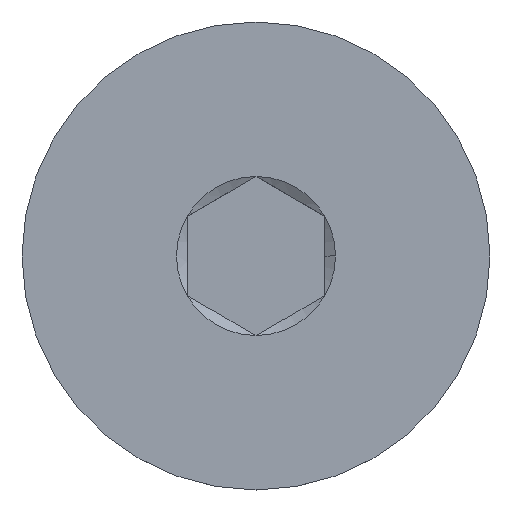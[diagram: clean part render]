
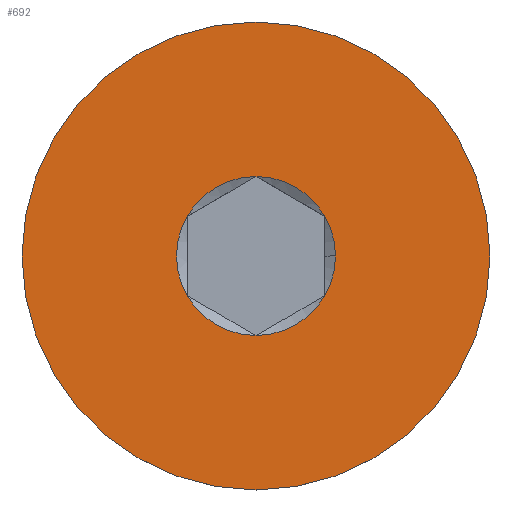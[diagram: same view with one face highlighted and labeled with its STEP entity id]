
A CAD part, top view. The second image highlights one B-rep face of the part: STEP entity #692.
In plain terms, the highlighted planar face has unit normal (0, 0, 1).
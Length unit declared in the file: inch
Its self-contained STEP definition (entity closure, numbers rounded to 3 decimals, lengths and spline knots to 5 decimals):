
#26 = DIRECTION ( 'NONE',  ( 0., -1., 0. ) ) ;
#35 = AXIS2_PLACEMENT_3D ( 'NONE', #1125, #4681, #26 ) ;
#114 = CARTESIAN_POINT ( 'NONE',  ( 0.09021, 0., 0. ) ) ;
#289 = VERTEX_POINT ( 'NONE', #1326 ) ;
#350 = CIRCLE ( 'NONE', #4034, 0.09021 ) ;
#354 = CIRCLE ( 'NONE', #1628, 0.09021 ) ;
#434 = AXIS2_PLACEMENT_3D ( 'NONE', #760, #2671, #1758 ) ;
#439 = EDGE_CURVE ( 'NONE', #3383, #4753, #5592, .T. ) ;
#561 = CIRCLE ( 'NONE', #4978, 0.09021 ) ;
#574 = VERTEX_POINT ( 'NONE', #4806 ) ;
#597 = EDGE_CURVE ( 'NONE', #5776, #289, #3288, .T. ) ;
#692 = ADVANCED_FACE ( 'NONE', ( #2866, #2317 ), #5460, .T. ) ;
#728 = DIRECTION ( 'NONE',  ( 0., 0., 1. ) ) ;
#733 = EDGE_CURVE ( 'NONE', #5373, #574, #2553, .T. ) ;
#760 = CARTESIAN_POINT ( 'NONE',  ( 0., 0., 0. ) ) ;
#827 = CARTESIAN_POINT ( 'NONE',  ( 0., 0., 0. ) ) ;
#1125 = CARTESIAN_POINT ( 'NONE',  ( 0., 0., 0. ) ) ;
#1326 = CARTESIAN_POINT ( 'NONE',  ( -0.07812, -0.04511, 0. ) ) ;
#1622 = VERTEX_POINT ( 'NONE', #2400 ) ;
#1624 = DIRECTION ( 'NONE',  ( 1., 0., 0. ) ) ;
#1628 = AXIS2_PLACEMENT_3D ( 'NONE', #4349, #4842, #5338 ) ;
#1671 = VERTEX_POINT ( 'NONE', #6435 ) ;
#1758 = DIRECTION ( 'NONE',  ( 1., 0., 0. ) ) ;
#1795 = ORIENTED_EDGE ( 'NONE', *, *, #597, .F. ) ;
#2046 = CARTESIAN_POINT ( 'NONE',  ( -0.07812, 0.04511, 0. ) ) ;
#2120 = ORIENTED_EDGE ( 'NONE', *, *, #6449, .T. ) ;
#2150 = CARTESIAN_POINT ( 'NONE',  ( 0., -0.2655, 0. ) ) ;
#2276 = ORIENTED_EDGE ( 'NONE', *, *, #733, .T. ) ;
#2317 = FACE_OUTER_BOUND ( 'NONE', #6441, .T. ) ;
#2336 = ORIENTED_EDGE ( 'NONE', *, *, #4510, .F. ) ;
#2375 = DIRECTION ( 'NONE',  ( 0., 0., 1. ) ) ;
#2400 = CARTESIAN_POINT ( 'NONE',  ( 0.07813, 0.04511, 0. ) ) ;
#2553 = CIRCLE ( 'NONE', #6227, 0.2655 ) ;
#2577 = CIRCLE ( 'NONE', #35, 0.2655 ) ;
#2617 = ORIENTED_EDGE ( 'NONE', *, *, #5515, .F. ) ;
#2671 = DIRECTION ( 'NONE',  ( 0., 0., 1. ) ) ;
#2836 = CARTESIAN_POINT ( 'NONE',  ( 0., 0., 0. ) ) ;
#2866 = FACE_BOUND ( 'NONE', #4260, .T. ) ;
#2929 = DIRECTION ( 'NONE',  ( 0., 0., 1. ) ) ;
#3023 = DIRECTION ( 'NONE',  ( 0., 0., 1. ) ) ;
#3113 = VERTEX_POINT ( 'NONE', #3703 ) ;
#3130 = DIRECTION ( 'NONE',  ( 0., 0., 1. ) ) ;
#3206 = ORIENTED_EDGE ( 'NONE', *, *, #4192, .F. ) ;
#3288 = CIRCLE ( 'NONE', #434, 0.09021 ) ;
#3343 = DIRECTION ( 'NONE',  ( 0., 0., 1. ) ) ;
#3383 = VERTEX_POINT ( 'NONE', #6038 ) ;
#3455 = DIRECTION ( 'NONE',  ( 0., -1., 0. ) ) ;
#3513 = CARTESIAN_POINT ( 'NONE',  ( 0., 0., 0. ) ) ;
#3703 = CARTESIAN_POINT ( 'NONE',  ( 0., 0.09021, 0. ) ) ;
#3705 = EDGE_CURVE ( 'NONE', #289, #1671, #561, .T. ) ;
#3723 = CIRCLE ( 'NONE', #4561, 0.09021 ) ;
#3947 = DIRECTION ( 'NONE',  ( 1., 0., 0. ) ) ;
#4012 = ORIENTED_EDGE ( 'NONE', *, *, #4918, .F. ) ;
#4034 = AXIS2_PLACEMENT_3D ( 'NONE', #3513, #3023, #5026 ) ;
#4192 = EDGE_CURVE ( 'NONE', #1622, #3113, #350, .T. ) ;
#4260 = EDGE_LOOP ( 'NONE', ( #2617, #5735, #1795, #4012, #3206, #2336, #4530 ) ) ;
#4349 = CARTESIAN_POINT ( 'NONE',  ( 0., 0., 0. ) ) ;
#4510 = EDGE_CURVE ( 'NONE', #4753, #1622, #354, .T. ) ;
#4530 = ORIENTED_EDGE ( 'NONE', *, *, #439, .F. ) ;
#4561 = AXIS2_PLACEMENT_3D ( 'NONE', #2836, #728, #6322 ) ;
#4681 = DIRECTION ( 'NONE',  ( 0., 0., 1. ) ) ;
#4753 = VERTEX_POINT ( 'NONE', #114 ) ;
#4806 = CARTESIAN_POINT ( 'NONE',  ( 0., 0.2655, 0. ) ) ;
#4842 = DIRECTION ( 'NONE',  ( 0., 0., 1. ) ) ;
#4918 = EDGE_CURVE ( 'NONE', #3113, #5776, #4981, .T. ) ;
#4963 = AXIS2_PLACEMENT_3D ( 'NONE', #5365, #2929, #3455 ) ;
#4978 = AXIS2_PLACEMENT_3D ( 'NONE', #5839, #3343, #5344 ) ;
#4981 = CIRCLE ( 'NONE', #5509, 0.09021 ) ;
#5026 = DIRECTION ( 'NONE',  ( 1., 0., 0. ) ) ;
#5338 = DIRECTION ( 'NONE',  ( 1., 0., 0. ) ) ;
#5344 = DIRECTION ( 'NONE',  ( 1., 0., 0. ) ) ;
#5365 = CARTESIAN_POINT ( 'NONE',  ( 0., -0.125, 0. ) ) ;
#5373 = VERTEX_POINT ( 'NONE', #2150 ) ;
#5421 = CARTESIAN_POINT ( 'NONE',  ( 0., 0., 0. ) ) ;
#5460 = PLANE ( 'NONE',  #4963 ) ;
#5509 = AXIS2_PLACEMENT_3D ( 'NONE', #5421, #2375, #3947 ) ;
#5515 = EDGE_CURVE ( 'NONE', #1671, #3383, #3723, .T. ) ;
#5592 = CIRCLE ( 'NONE', #5806, 0.09021 ) ;
#5735 = ORIENTED_EDGE ( 'NONE', *, *, #3705, .F. ) ;
#5776 = VERTEX_POINT ( 'NONE', #2046 ) ;
#5806 = AXIS2_PLACEMENT_3D ( 'NONE', #6121, #3130, #1624 ) ;
#5839 = CARTESIAN_POINT ( 'NONE',  ( 0., 0., 0. ) ) ;
#6038 = CARTESIAN_POINT ( 'NONE',  ( 0.07812, -0.04511, 0. ) ) ;
#6121 = CARTESIAN_POINT ( 'NONE',  ( 0., 0., 0. ) ) ;
#6227 = AXIS2_PLACEMENT_3D ( 'NONE', #827, #6418, #6351 ) ;
#6322 = DIRECTION ( 'NONE',  ( 1., 0., 0. ) ) ;
#6351 = DIRECTION ( 'NONE',  ( 0., -1., 0. ) ) ;
#6418 = DIRECTION ( 'NONE',  ( 0., 0., 1. ) ) ;
#6435 = CARTESIAN_POINT ( 'NONE',  ( 0., -0.09021, 0. ) ) ;
#6441 = EDGE_LOOP ( 'NONE', ( #2276, #2120 ) ) ;
#6449 = EDGE_CURVE ( 'NONE', #574, #5373, #2577, .T. ) ;
